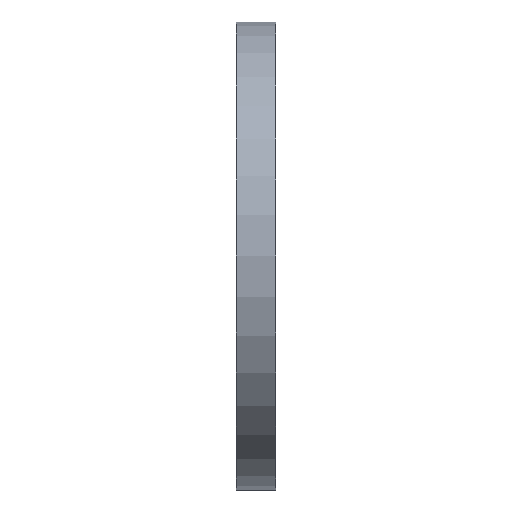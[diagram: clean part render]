
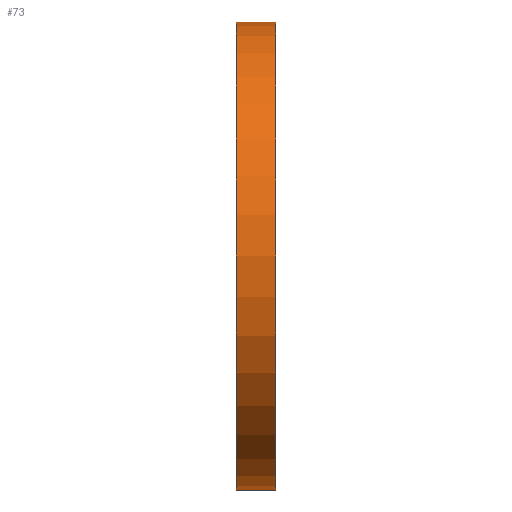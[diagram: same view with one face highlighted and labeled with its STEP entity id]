
A CAD part, left-side view. The second image highlights one B-rep face of the part: STEP entity #73.
In plain terms, the highlighted cylindrical face has radius 142.5 mm (diameter 285 mm), a partial arc.
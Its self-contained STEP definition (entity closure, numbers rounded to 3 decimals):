
#11 = VERTEX_POINT ( 'NONE', #572 ) ;
#29 = DIRECTION ( 'NONE',  ( 0., 0., 1. ) ) ;
#45 = DIRECTION ( 'NONE',  ( 0., 1., 0. ) ) ;
#67 = ORIENTED_EDGE ( 'NONE', *, *, #155, .T. ) ;
#70 = ORIENTED_EDGE ( 'NONE', *, *, #535, .F. ) ;
#72 = EDGE_CURVE ( 'NONE', #865, #679, #634, .T. ) ;
#73 = ADVANCED_FACE ( 'NONE', ( #791 ), #716, .T. ) ;
#93 = DIRECTION ( 'NONE',  ( 0., 0., 1. ) ) ;
#102 = VECTOR ( 'NONE', #778, 1000. ) ;
#155 = EDGE_CURVE ( 'NONE', #11, #266, #522, .T. ) ;
#157 = CARTESIAN_POINT ( 'NONE',  ( 0., 34.695, 0. ) ) ;
#178 = DIRECTION ( 'NONE',  ( 0., 0., 1. ) ) ;
#239 = CARTESIAN_POINT ( 'NONE',  ( 0., 34.695, -142.5 ) ) ;
#243 = EDGE_CURVE ( 'NONE', #865, #11, #610, .T. ) ;
#266 = VERTEX_POINT ( 'NONE', #278 ) ;
#278 = CARTESIAN_POINT ( 'NONE',  ( 0., 24., 142.5 ) ) ;
#307 = DIRECTION ( 'NONE',  ( 0., 1., 0. ) ) ;
#316 = CARTESIAN_POINT ( 'NONE',  ( 0., 24., -142.5 ) ) ;
#333 = EDGE_LOOP ( 'NONE', ( #709, #877, #67, #70 ) ) ;
#360 = CARTESIAN_POINT ( 'NONE',  ( 0., 24., 0. ) ) ;
#364 = CIRCLE ( 'NONE', #518, 142.5 ) ;
#407 = VECTOR ( 'NONE', #45, 1000. ) ;
#441 = DIRECTION ( 'NONE',  ( 0., 1., 0. ) ) ;
#518 = AXIS2_PLACEMENT_3D ( 'NONE', #360, #441, #29 ) ;
#522 = LINE ( 'NONE', #594, #407 ) ;
#535 = EDGE_CURVE ( 'NONE', #679, #266, #364, .T. ) ;
#572 = CARTESIAN_POINT ( 'NONE',  ( 0., 0., 142.5 ) ) ;
#594 = CARTESIAN_POINT ( 'NONE',  ( 0., 34.695, 142.5 ) ) ;
#610 = CIRCLE ( 'NONE', #724, 142.5 ) ;
#634 = LINE ( 'NONE', #239, #102 ) ;
#675 = CARTESIAN_POINT ( 'NONE',  ( 0., 0., -142.5 ) ) ;
#678 = AXIS2_PLACEMENT_3D ( 'NONE', #157, #307, #93 ) ;
#679 = VERTEX_POINT ( 'NONE', #316 ) ;
#709 = ORIENTED_EDGE ( 'NONE', *, *, #72, .F. ) ;
#716 = CYLINDRICAL_SURFACE ( 'NONE', #678, 142.5 ) ;
#724 = AXIS2_PLACEMENT_3D ( 'NONE', #799, #864, #178 ) ;
#778 = DIRECTION ( 'NONE',  ( 0., 1., 0. ) ) ;
#791 = FACE_OUTER_BOUND ( 'NONE', #333, .T. ) ;
#799 = CARTESIAN_POINT ( 'NONE',  ( 0., 0., 0. ) ) ;
#864 = DIRECTION ( 'NONE',  ( 0., 1., 0. ) ) ;
#865 = VERTEX_POINT ( 'NONE', #675 ) ;
#877 = ORIENTED_EDGE ( 'NONE', *, *, #243, .T. ) ;
